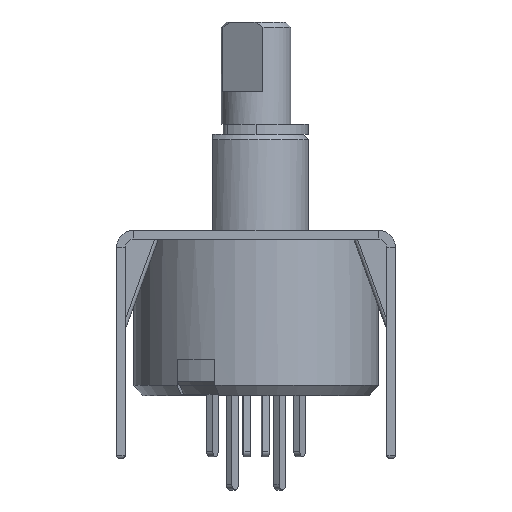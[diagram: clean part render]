
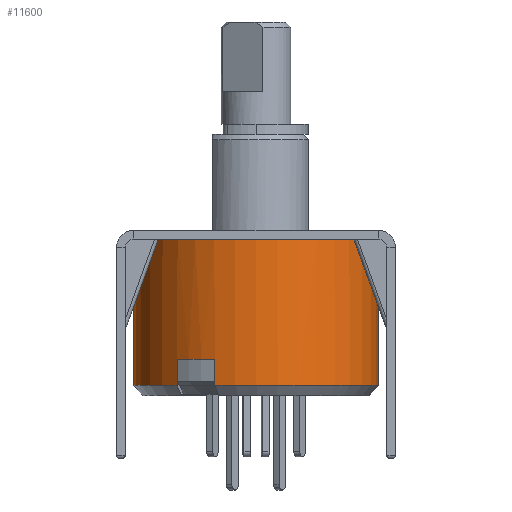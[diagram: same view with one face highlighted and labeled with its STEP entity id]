
A CAD part, front view. The second image highlights one B-rep face of the part: STEP entity #11600.
In plain terms, the highlighted cylindrical face has radius 7 mm (diameter 14 mm), a partial arc.
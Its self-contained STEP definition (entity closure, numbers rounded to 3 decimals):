
#30 = DIRECTION ( 'NONE',  ( -1., 0., 0. ) ) ;
#32 = ORIENTED_EDGE ( 'NONE', *, *, #8896, .T. ) ;
#230 = VERTEX_POINT ( 'NONE', #10984 ) ;
#413 = CARTESIAN_POINT ( 'NONE',  ( 7., 0., -7.4 ) ) ;
#543 = VERTEX_POINT ( 'NONE', #413 ) ;
#548 = LINE ( 'NONE', #4460, #10156 ) ;
#933 = CYLINDRICAL_SURFACE ( 'NONE', #1415, 7. ) ;
#1041 = ORIENTED_EDGE ( 'NONE', *, *, #2429, .T. ) ;
#1093 = DIRECTION ( 'NONE',  ( 1., 0., 0. ) ) ;
#1156 = CIRCLE ( 'NONE', #5807, 7. ) ;
#1245 = DIRECTION ( 'NONE',  ( -1., 0., 0. ) ) ;
#1407 = CARTESIAN_POINT ( 'NONE',  ( -2.361, -6.59, 9. ) ) ;
#1415 = AXIS2_PLACEMENT_3D ( 'NONE', #3225, #6819, #1245 ) ;
#1636 = VERTEX_POINT ( 'NONE', #8662 ) ;
#1661 = CARTESIAN_POINT ( 'NONE',  ( -7., 0., -7.4 ) ) ;
#2048 = CARTESIAN_POINT ( 'NONE',  ( 0., 0., -7.4 ) ) ;
#2130 = FACE_OUTER_BOUND ( 'NONE', #4824, .T. ) ;
#2167 = DIRECTION ( 'NONE',  ( 0., 0., -1. ) ) ;
#2303 = CARTESIAN_POINT ( 'NONE',  ( -7., 0., 0.95 ) ) ;
#2429 = EDGE_CURVE ( 'NONE', #230, #1636, #8173, .T. ) ;
#2469 = EDGE_CURVE ( 'NONE', #3617, #9880, #5127, .T. ) ;
#2472 = DIRECTION ( 'NONE',  ( 0., 0., -1. ) ) ;
#2599 = VERTEX_POINT ( 'NONE', #4003 ) ;
#3187 = VECTOR ( 'NONE', #4196, 1000. ) ;
#3225 = CARTESIAN_POINT ( 'NONE',  ( 0., 0., 9. ) ) ;
#3617 = VERTEX_POINT ( 'NONE', #5991 ) ;
#3850 = EDGE_CURVE ( 'NONE', #2599, #5462, #1156, .T. ) ;
#3948 = DIRECTION ( 'NONE',  ( -1., 0., 0. ) ) ;
#4003 = CARTESIAN_POINT ( 'NONE',  ( 7., 0., 0.95 ) ) ;
#4168 = CIRCLE ( 'NONE', #9990, 7. ) ;
#4196 = DIRECTION ( 'NONE',  ( 0., 0., -1. ) ) ;
#4291 = DIRECTION ( 'NONE',  ( 1., 0., 0. ) ) ;
#4325 = ORIENTED_EDGE ( 'NONE', *, *, #10471, .F. ) ;
#4367 = CARTESIAN_POINT ( 'NONE',  ( 0., 0., -7.4 ) ) ;
#4460 = CARTESIAN_POINT ( 'NONE',  ( 7., 0., 9. ) ) ;
#4752 = VECTOR ( 'NONE', #11381, 1000. ) ;
#4770 = DIRECTION ( 'NONE',  ( 0., 0., 1. ) ) ;
#4824 = EDGE_LOOP ( 'NONE', ( #4325, #8676, #7706, #6122, #32, #1041, #6351, #6985 ) ) ;
#5127 = CIRCLE ( 'NONE', #10033, 7. ) ;
#5142 = VERTEX_POINT ( 'NONE', #6341 ) ;
#5462 = VERTEX_POINT ( 'NONE', #2303 ) ;
#5747 = DIRECTION ( 'NONE',  ( 0., 0., -1. ) ) ;
#5807 = AXIS2_PLACEMENT_3D ( 'NONE', #6853, #5747, #3948 ) ;
#5991 = CARTESIAN_POINT ( 'NONE',  ( -4.526, -5.34, -7.4 ) ) ;
#6122 = ORIENTED_EDGE ( 'NONE', *, *, #2469, .F. ) ;
#6319 = EDGE_CURVE ( 'NONE', #1636, #5142, #10009, .T. ) ;
#6341 = CARTESIAN_POINT ( 'NONE',  ( -2.361, -6.59, -7.4 ) ) ;
#6351 = ORIENTED_EDGE ( 'NONE', *, *, #6319, .T. ) ;
#6616 = LINE ( 'NONE', #10451, #4752 ) ;
#6794 = DIRECTION ( 'NONE',  ( 0., 0., 1. ) ) ;
#6819 = DIRECTION ( 'NONE',  ( 0., 0., -1. ) ) ;
#6853 = CARTESIAN_POINT ( 'NONE',  ( 0., 0., 0.95 ) ) ;
#6985 = ORIENTED_EDGE ( 'NONE', *, *, #8040, .F. ) ;
#7397 = CARTESIAN_POINT ( 'NONE',  ( 0., 0., -5.9 ) ) ;
#7666 = EDGE_CURVE ( 'NONE', #5462, #9880, #6616, .T. ) ;
#7706 = ORIENTED_EDGE ( 'NONE', *, *, #7666, .T. ) ;
#8040 = EDGE_CURVE ( 'NONE', #543, #5142, #4168, .T. ) ;
#8173 = CIRCLE ( 'NONE', #8684, 7. ) ;
#8329 = VECTOR ( 'NONE', #6794, 1000. ) ;
#8662 = CARTESIAN_POINT ( 'NONE',  ( -2.361, -6.59, -5.9 ) ) ;
#8676 = ORIENTED_EDGE ( 'NONE', *, *, #3850, .T. ) ;
#8684 = AXIS2_PLACEMENT_3D ( 'NONE', #7397, #4770, #30 ) ;
#8896 = EDGE_CURVE ( 'NONE', #3617, #230, #10702, .T. ) ;
#9880 = VERTEX_POINT ( 'NONE', #1661 ) ;
#9990 = AXIS2_PLACEMENT_3D ( 'NONE', #4367, #10879, #4291 ) ;
#10009 = LINE ( 'NONE', #1407, #3187 ) ;
#10033 = AXIS2_PLACEMENT_3D ( 'NONE', #2048, #2167, #1093 ) ;
#10156 = VECTOR ( 'NONE', #2472, 1000. ) ;
#10451 = CARTESIAN_POINT ( 'NONE',  ( -7., 0., 9. ) ) ;
#10471 = EDGE_CURVE ( 'NONE', #2599, #543, #548, .T. ) ;
#10702 = LINE ( 'NONE', #11286, #8329 ) ;
#10879 = DIRECTION ( 'NONE',  ( 0., 0., -1. ) ) ;
#10984 = CARTESIAN_POINT ( 'NONE',  ( -4.526, -5.34, -5.9 ) ) ;
#11286 = CARTESIAN_POINT ( 'NONE',  ( -4.526, -5.34, 9. ) ) ;
#11381 = DIRECTION ( 'NONE',  ( 0., 0., -1. ) ) ;
#11600 = ADVANCED_FACE ( 'NONE', ( #2130 ), #933, .T. ) ;
